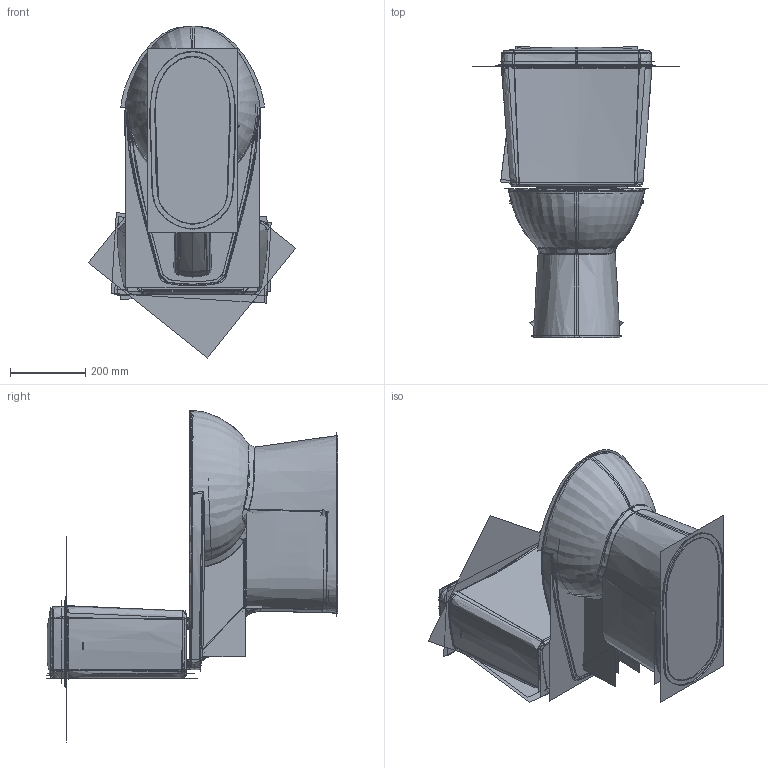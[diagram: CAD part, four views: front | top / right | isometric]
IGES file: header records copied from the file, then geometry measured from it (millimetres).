
Start section:  PTC IGES file: tf-2893_halodsg.igs
Global section: file name: tf-2893_halodsg.igs; native system: Creo Parametric by PTC Inc.; preprocessor: 2019224; author: 11049422; organization: Unknown; date: 20201027.091504; units: millimetre
Bounding box: 549.79 x 775.18 x 882.07 mm (x, y, z)
Surface area: 23889631.7 mm2 (no closed solid volume)
Topology: 0 solids, 0 shells, 1494 faces, 22227 edges, 28293 vertices
Faces by surface type: bspline 1494
